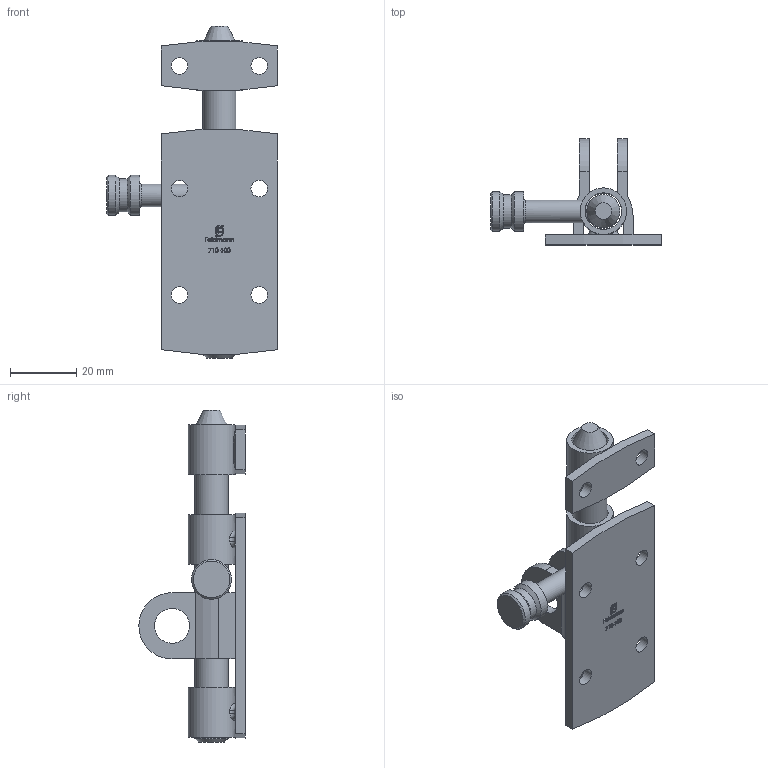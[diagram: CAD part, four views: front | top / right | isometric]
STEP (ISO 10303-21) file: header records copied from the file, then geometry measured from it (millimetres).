
FILE_DESCRIPTION (( 'STEP AP203' ), '1' );
FILE_NAME ('710-100.step', '2022-03-31T12:43:43', ( '' ), ( '' ), 'SwSTEP 2.0', 'SolidWorks 2018', '' );
FILE_SCHEMA (( 'CONFIG_CONTROL_DESIGN' ));
Length unit declared in the file: millimetre
Products named in the file (4): 710-XX0 Teil3_710-100 Teil3; 710-100; 710-XX0 Teil1_710-100 Teil1; 710-XX0 Teil2_710-100 Teil2
Assembly tree (3 placements, depth 2):
  710-100
    710-XX0 Teil1_710-100 Teil1
    710-XX0 Teil2_710-100 Teil2
    710-XX0 Teil3_710-100 Teil3
Bounding box: 51.5 x 32 x 100 mm (x, y, z)
Volume: 22969.4 mm3; surface area: 16733.3 mm2
Topology: 3 solids, 3 shells, 308 faces, 807 edges, 537 vertices
Faces by surface type: plane 154, bspline 101, cylinder 39, torus 9, cone 5
Full cylindrical faces by diameter (mm): 5 x6, 6.8 x1, 10 x2, 10.5 x2, 11 x3, 12 x2, 14 x3
Entity records: 15129 total; most frequent: CARTESIAN_POINT 7841, ORIENTED_EDGE 1554, DIRECTION 1085, EDGE_CURVE 777, VERTEX_POINT 532, LINE 461, VECTOR 461, EDGE_LOOP 387
